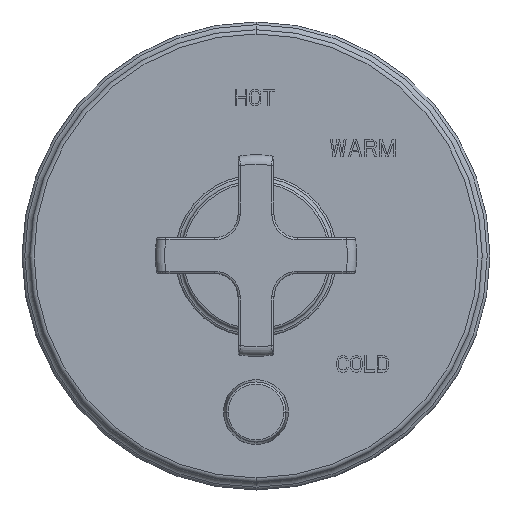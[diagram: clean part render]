
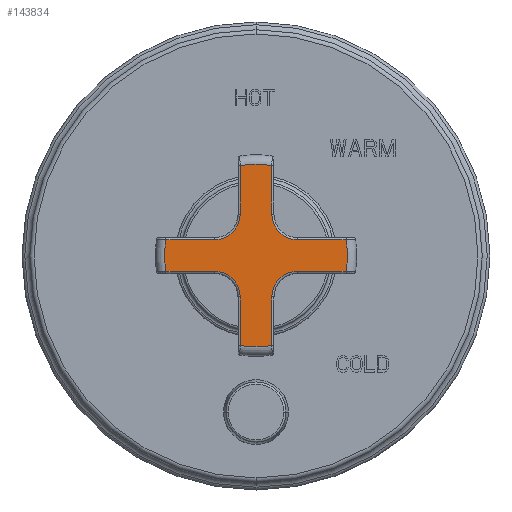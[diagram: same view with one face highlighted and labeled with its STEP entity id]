
A CAD part, top view. The second image highlights one B-rep face of the part: STEP entity #143834.
In plain terms, the highlighted face is planar.
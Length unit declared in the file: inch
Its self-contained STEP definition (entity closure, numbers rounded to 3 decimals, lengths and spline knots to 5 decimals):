
#138549=DIRECTION('',(1.,0.,0.));
#138550=VECTOR('',#138549,0.6758);
#138551=CARTESIAN_POINT('',(-1.2508,0.35,0.22));
#138552=LINE('',#138551,#138550);
#138553=DIRECTION('',(1.,0.,0.));
#138554=VECTOR('',#138553,0.6758);
#138555=CARTESIAN_POINT('',(-1.2508,0.35,-0.22));
#138556=LINE('',#138555,#138554);
#138557=CARTESIAN_POINT('',(-0.575,0.35,-0.575));
#138558=DIRECTION('',(0.,1.,0.));
#138559=DIRECTION('',(0.,0.,1.));
#138560=AXIS2_PLACEMENT_3D('',#138557,#138558,#138559);
#138562=DIRECTION('',(0.,0.,-1.));
#138563=VECTOR('',#138562,0.6758);
#138564=CARTESIAN_POINT('',(-0.22,0.35,-0.575));
#138565=LINE('',#138564,#138563);
#138566=DIRECTION('',(0.,0.,1.));
#138567=VECTOR('',#138566,0.6758);
#138568=CARTESIAN_POINT('',(0.22,0.35,-1.2508));
#138569=LINE('',#138568,#138567);
#138570=CARTESIAN_POINT('',(0.575,0.35,-0.575));
#138571=DIRECTION('',(0.,1.,0.));
#138572=DIRECTION('',(-1.,0.,0.));
#138573=AXIS2_PLACEMENT_3D('',#138570,#138571,#138572);
#138575=DIRECTION('',(1.,0.,0.));
#138576=VECTOR('',#138575,0.6758);
#138577=CARTESIAN_POINT('',(0.575,0.35,-0.22));
#138578=LINE('',#138577,#138576);
#138579=DIRECTION('',(-1.,0.,0.));
#138580=VECTOR('',#138579,0.6758);
#138581=CARTESIAN_POINT('',(1.2508,0.35,0.22));
#138582=LINE('',#138581,#138580);
#138583=CARTESIAN_POINT('',(0.575,0.35,0.575));
#138584=DIRECTION('',(0.,1.,0.));
#138585=DIRECTION('',(0.,0.,-1.));
#138586=AXIS2_PLACEMENT_3D('',#138583,#138584,#138585);
#138588=DIRECTION('',(0.,0.,1.));
#138589=VECTOR('',#138588,0.6758);
#138590=CARTESIAN_POINT('',(0.22,0.35,0.575));
#138591=LINE('',#138590,#138589);
#138592=DIRECTION('',(0.,0.,1.));
#138593=VECTOR('',#138592,0.6758);
#138594=CARTESIAN_POINT('',(-0.22,0.35,0.575));
#138595=LINE('',#138594,#138593);
#138596=CARTESIAN_POINT('',(-0.575,0.35,0.575));
#138597=DIRECTION('',(0.,-1.,0.));
#138598=DIRECTION('',(0.,0.,-1.));
#138599=AXIS2_PLACEMENT_3D('',#138596,#138597,#138598);
#138648=CARTESIAN_POINT('',(0.,0.35,0.));
#138649=DIRECTION('',(0.,1.,0.));
#138650=DIRECTION('',(-0.173,0.,0.985));
#138651=AXIS2_PLACEMENT_3D('',#138648,#138649,#138650);
#138883=CARTESIAN_POINT('',(1.2508,0.35,0.22));
#138885=CARTESIAN_POINT('',(0.,0.35,0.));
#138886=DIRECTION('',(0.,1.,0.));
#138887=DIRECTION('',(0.985,0.,0.173));
#138888=AXIS2_PLACEMENT_3D('',#138885,#138886,#138887);
#139120=CARTESIAN_POINT('',(0.22,0.35,-1.2508));
#139122=CARTESIAN_POINT('',(0.,0.35,0.));
#139123=DIRECTION('',(0.,1.,0.));
#139124=DIRECTION('',(0.173,0.,-0.985));
#139125=AXIS2_PLACEMENT_3D('',#139122,#139123,#139124);
#139341=CARTESIAN_POINT('',(-1.2508,0.35,-0.22));
#139343=CARTESIAN_POINT('',(0.,0.35,0.));
#139344=DIRECTION('',(0.,1.,0.));
#139345=DIRECTION('',(-0.985,0.,-0.173));
#139346=AXIS2_PLACEMENT_3D('',#139343,#139344,#139345);
#143589=CARTESIAN_POINT('',(-1.2508,0.35,0.22));
#143590=CARTESIAN_POINT('',(-0.575,0.35,0.22));
#143591=VERTEX_POINT('',#143589);
#143592=VERTEX_POINT('',#143590);
#143597=CARTESIAN_POINT('',(-0.22,0.35,0.575));
#143598=VERTEX_POINT('',#143597);
#143601=CARTESIAN_POINT('',(-0.22,0.35,1.2508));
#143602=VERTEX_POINT('',#143601);
#143692=VERTEX_POINT('',#139341);
#143693=CARTESIAN_POINT('',(-0.575,0.35,-0.22));
#143694=VERTEX_POINT('',#143693);
#143695=CARTESIAN_POINT('',(-0.22,0.35,-0.575));
#143696=VERTEX_POINT('',#143695);
#143699=CARTESIAN_POINT('',(-0.22,0.35,-1.2508));
#143700=VERTEX_POINT('',#143699);
#143702=VERTEX_POINT('',#139120);
#143703=CARTESIAN_POINT('',(0.22,0.35,-0.575));
#143704=VERTEX_POINT('',#143703);
#143705=CARTESIAN_POINT('',(0.575,0.35,-0.22));
#143706=VERTEX_POINT('',#143705);
#143709=CARTESIAN_POINT('',(1.2508,0.35,-0.22));
#143710=VERTEX_POINT('',#143709);
#143722=VERTEX_POINT('',#138883);
#143723=CARTESIAN_POINT('',(0.575,0.35,0.22));
#143724=VERTEX_POINT('',#143723);
#143725=CARTESIAN_POINT('',(0.22,0.35,0.575));
#143726=VERTEX_POINT('',#143725);
#143729=CARTESIAN_POINT('',(0.22,0.35,1.2508));
#143730=VERTEX_POINT('',#143729);
#143795=CARTESIAN_POINT('',(0.,0.35,0.));
#143796=DIRECTION('',(0.,-1.,0.));
#143797=DIRECTION('',(-1.,0.,0.));
#143798=AXIS2_PLACEMENT_3D('',#143795,#143796,#143797);
#143799=PLANE('',#143798);
#143801=ORIENTED_EDGE('',*,*,#143800,.F.);
#143803=ORIENTED_EDGE('',*,*,#143802,.F.);
#143805=ORIENTED_EDGE('',*,*,#143804,.T.);
#143807=ORIENTED_EDGE('',*,*,#143806,.T.);
#143809=ORIENTED_EDGE('',*,*,#143808,.T.);
#143811=ORIENTED_EDGE('',*,*,#143810,.F.);
#143813=ORIENTED_EDGE('',*,*,#143812,.T.);
#143815=ORIENTED_EDGE('',*,*,#143814,.T.);
#143817=ORIENTED_EDGE('',*,*,#143816,.T.);
#143819=ORIENTED_EDGE('',*,*,#143818,.F.);
#143821=ORIENTED_EDGE('',*,*,#143820,.T.);
#143823=ORIENTED_EDGE('',*,*,#143822,.T.);
#143825=ORIENTED_EDGE('',*,*,#143824,.T.);
#143827=ORIENTED_EDGE('',*,*,#143826,.F.);
#143829=ORIENTED_EDGE('',*,*,#143828,.F.);
#143831=ORIENTED_EDGE('',*,*,#143830,.F.);
#143832=EDGE_LOOP('',(#143801,#143803,#143805,#143807,#143809,#143811,#143813,
#143815,#143817,#143819,#143821,#143823,#143825,#143827,#143829,#143831));
#143833=FACE_OUTER_BOUND('',#143832,.F.);
#143834=ADVANCED_FACE('',(#143833),#143799,.F.);
#138561=CIRCLE('',#138560,0.355);
#138574=CIRCLE('',#138573,0.355);
#138587=CIRCLE('',#138586,0.355);
#138600=CIRCLE('',#138599,0.355);
#138652=CIRCLE('',#138651,1.27);
#138889=CIRCLE('',#138888,1.27);
#139126=CIRCLE('',#139125,1.27);
#139347=CIRCLE('',#139346,1.27);
#143800=EDGE_CURVE('',#143591,#143592,#138552,.T.);
#143802=EDGE_CURVE('',#143692,#143591,#139347,.T.);
#143804=EDGE_CURVE('',#143692,#143694,#138556,.T.);
#143806=EDGE_CURVE('',#143694,#143696,#138561,.T.);
#143808=EDGE_CURVE('',#143696,#143700,#138565,.T.);
#143810=EDGE_CURVE('',#143702,#143700,#139126,.T.);
#143812=EDGE_CURVE('',#143702,#143704,#138569,.T.);
#143814=EDGE_CURVE('',#143704,#143706,#138574,.T.);
#143816=EDGE_CURVE('',#143706,#143710,#138578,.T.);
#143818=EDGE_CURVE('',#143722,#143710,#138889,.T.);
#143820=EDGE_CURVE('',#143722,#143724,#138582,.T.);
#143822=EDGE_CURVE('',#143724,#143726,#138587,.T.);
#143824=EDGE_CURVE('',#143726,#143730,#138591,.T.);
#143826=EDGE_CURVE('',#143602,#143730,#138652,.T.);
#143828=EDGE_CURVE('',#143598,#143602,#138595,.T.);
#143830=EDGE_CURVE('',#143592,#143598,#138600,.T.);
